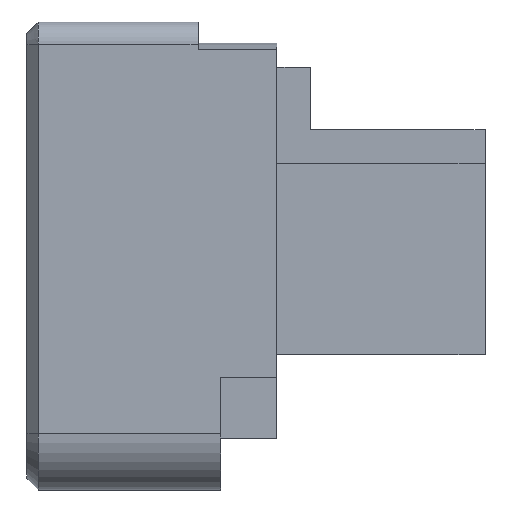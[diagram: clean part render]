
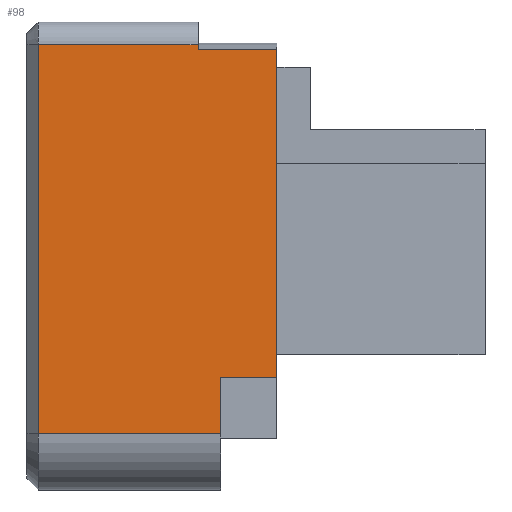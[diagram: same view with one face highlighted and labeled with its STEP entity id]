
A CAD part, left-side view. The second image highlights one B-rep face of the part: STEP entity #98.
In plain terms, the highlighted planar face has unit normal (-1, 0, 0).
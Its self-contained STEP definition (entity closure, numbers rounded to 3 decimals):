
#27=CARTESIAN_POINT('',(-20.,28.2,-44.41));
#28=DIRECTION('',(1.,0.,-0.));
#29=DIRECTION('',(-0.,-0.,-1.));
#30=AXIS2_PLACEMENT_3D('',#27,#28,#29);
#31=PLANE('',#30);
#32=CARTESIAN_POINT('',(-20.,13.,-26.82));
#33=VERTEX_POINT('',#32);
#34=CARTESIAN_POINT('',(-20.,6.,-26.82));
#35=VERTEX_POINT('',#34);
#36=CARTESIAN_POINT('',(-20.,13.,-26.82));
#37=DIRECTION('',(0.,-1.,0.));
#38=VECTOR('',#37,7.);
#39=LINE('',#36,#38);
#40=EDGE_CURVE('',#33,#35,#39,.T.);
#41=ORIENTED_EDGE('',*,*,#40,.F.);
#42=CARTESIAN_POINT('',(-20.,13.,-26.416));
#43=VERTEX_POINT('',#42);
#44=CARTESIAN_POINT('',(-20.,13.,-26.82));
#45=DIRECTION('',(-0.,0.,1.));
#46=VECTOR('',#45,0.404);
#47=LINE('',#44,#46);
#48=EDGE_CURVE('',#33,#43,#47,.T.);
#49=ORIENTED_EDGE('',*,*,#48,.T.);
#50=CARTESIAN_POINT('',(-20.,27.2,-26.416));
#51=VERTEX_POINT('',#50);
#52=CARTESIAN_POINT('',(-20.,13.,-26.416));
#53=DIRECTION('',(-0.,1.,-0.));
#54=VECTOR('',#53,14.2);
#55=LINE('',#52,#54);
#56=EDGE_CURVE('',#43,#51,#55,.T.);
#57=ORIENTED_EDGE('',*,*,#56,.T.);
#58=CARTESIAN_POINT('',(-20.,27.2,-61.));
#59=VERTEX_POINT('',#58);
#60=CARTESIAN_POINT('',(-20.,27.2,-26.416));
#61=DIRECTION('',(-0.,-0.,-1.));
#62=VECTOR('',#61,34.584);
#63=LINE('',#60,#62);
#64=EDGE_CURVE('',#51,#59,#63,.T.);
#65=ORIENTED_EDGE('',*,*,#64,.T.);
#66=CARTESIAN_POINT('',(-20.,11.,-61.));
#67=VERTEX_POINT('',#66);
#68=CARTESIAN_POINT('',(-20.,27.2,-61.));
#69=DIRECTION('',(0.,-1.,0.));
#70=VECTOR('',#69,16.2);
#71=LINE('',#68,#70);
#72=EDGE_CURVE('',#59,#67,#71,.T.);
#73=ORIENTED_EDGE('',*,*,#72,.T.);
#74=CARTESIAN_POINT('',(-20.,11.,-56.));
#75=VERTEX_POINT('',#74);
#76=CARTESIAN_POINT('',(-20.,11.,-61.));
#77=DIRECTION('',(0.,0.,1.));
#78=VECTOR('',#77,5.);
#79=LINE('',#76,#78);
#80=EDGE_CURVE('',#67,#75,#79,.T.);
#81=ORIENTED_EDGE('',*,*,#80,.T.);
#82=CARTESIAN_POINT('',(-20.,6.,-56.));
#83=VERTEX_POINT('',#82);
#84=CARTESIAN_POINT('',(-20.,6.,-56.));
#85=DIRECTION('',(-0.,1.,-0.));
#86=VECTOR('',#85,5.);
#87=LINE('',#84,#86);
#88=EDGE_CURVE('',#83,#75,#87,.T.);
#89=ORIENTED_EDGE('',*,*,#88,.F.);
#90=CARTESIAN_POINT('',(-20.,6.,-26.82));
#91=DIRECTION('',(-0.,-0.,-1.));
#92=VECTOR('',#91,29.18);
#93=LINE('',#90,#92);
#94=EDGE_CURVE('',#35,#83,#93,.T.);
#95=ORIENTED_EDGE('',*,*,#94,.F.);
#96=EDGE_LOOP('',(#41,#49,#57,#65,#73,#81,#89,#95));
#97=FACE_BOUND('',#96,.T.);
#98=ADVANCED_FACE('',(#97),#31,.F.);
